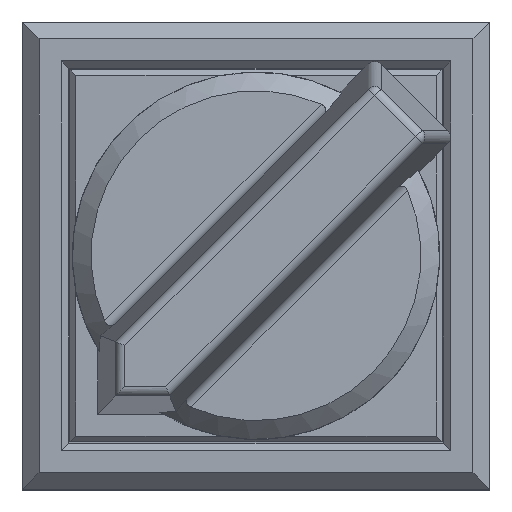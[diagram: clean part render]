
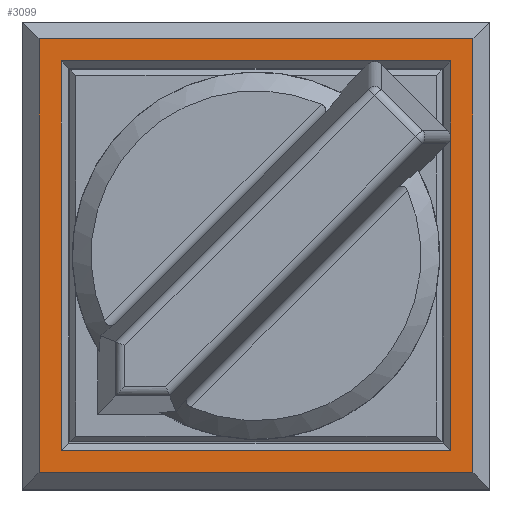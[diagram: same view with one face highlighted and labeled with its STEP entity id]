
A CAD part, top view. The second image highlights one B-rep face of the part: STEP entity #3099.
In plain terms, the highlighted planar face has unit normal (0, 0, 1).
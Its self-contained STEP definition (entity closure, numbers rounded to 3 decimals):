
#295=FACE_OUTER_BOUND($,#959,.T.);
#492=LINE($,#14816,#702);
#495=LINE($,#14821,#705);
#497=LINE($,#14825,#707);
#499=LINE($,#14828,#709);
#500=LINE($,#14832,#710);
#501=LINE($,#14834,#711);
#502=LINE($,#14836,#712);
#503=LINE($,#14837,#713);
#702=VECTOR($,#4128,20.8);
#705=VECTOR($,#4133,20.8);
#707=VECTOR($,#4137,20.8);
#709=VECTOR($,#4141,20.8);
#710=VECTOR($,#4144,23.15);
#711=VECTOR($,#4145,23.15);
#712=VECTOR($,#4146,23.15);
#713=VECTOR($,#4147,23.15);
#761=FACE_BOUND($,#960,.T.);
#959=EDGE_LOOP($,(#2784,#2785,#2786,#2787));
#960=EDGE_LOOP($,(#2788,#2789,#2790,#2791));
#1463=VERTEX_POINT($,#14814);
#1464=VERTEX_POINT($,#14815);
#1465=VERTEX_POINT($,#14820);
#1466=VERTEX_POINT($,#14824);
#1467=VERTEX_POINT($,#14830);
#1468=VERTEX_POINT($,#14831);
#1469=VERTEX_POINT($,#14833);
#1470=VERTEX_POINT($,#14835);
#1903=EDGE_CURVE($,#1463,#1464,#492,.T.);
#1906=EDGE_CURVE($,#1464,#1465,#495,.T.);
#1908=EDGE_CURVE($,#1465,#1466,#497,.T.);
#1910=EDGE_CURVE($,#1466,#1463,#499,.T.);
#1911=EDGE_CURVE($,#1467,#1468,#500,.T.);
#1912=EDGE_CURVE($,#1469,#1467,#501,.T.);
#1913=EDGE_CURVE($,#1470,#1469,#502,.T.);
#1914=EDGE_CURVE($,#1468,#1470,#503,.T.);
#2784=ORIENTED_EDGE($,*,*,#1911,.F.);
#2785=ORIENTED_EDGE($,*,*,#1912,.F.);
#2786=ORIENTED_EDGE($,*,*,#1913,.F.);
#2787=ORIENTED_EDGE($,*,*,#1914,.F.);
#2788=ORIENTED_EDGE($,*,*,#1903,.F.);
#2789=ORIENTED_EDGE($,*,*,#1910,.F.);
#2790=ORIENTED_EDGE($,*,*,#1908,.F.);
#2791=ORIENTED_EDGE($,*,*,#1906,.F.);
#2925=PLANE($,#3387);
#3099=ADVANCED_FACE($,(#295,#761),#2925,.T.);
#3387=AXIS2_PLACEMENT_3D($,#14829,#4142,#4143);
#4128=DIRECTION($,(-1.,0.,0.));
#4133=DIRECTION($,(0.,-1.,0.));
#4137=DIRECTION($,(1.,0.,0.));
#4141=DIRECTION($,(0.,1.,0.));
#4142=DIRECTION('center_axis',(0.,0.,1.));
#4143=DIRECTION('ref_axis',(1.,0.,0.));
#4144=DIRECTION($,(-1.,0.,0.));
#4145=DIRECTION($,(0.,-1.,0.));
#4146=DIRECTION($,(1.,0.,0.));
#4147=DIRECTION($,(0.,1.,0.));
#14814=CARTESIAN_POINT('',(10.632,10.632,8.145));
#14815=CARTESIAN_POINT('',(-10.168,10.632,8.145));
#14816=CARTESIAN_POINT($,(10.632,10.632,8.145));
#14820=CARTESIAN_POINT('',(-10.168,-10.168,8.145));
#14821=CARTESIAN_POINT($,(-10.168,10.632,8.145));
#14824=CARTESIAN_POINT('',(10.632,-10.168,8.145));
#14825=CARTESIAN_POINT($,(-10.168,-10.168,8.145));
#14828=CARTESIAN_POINT($,(10.632,-10.168,8.145));
#14829=CARTESIAN_POINT('Origin',(-9.768,-9.768,8.145));
#14830=CARTESIAN_POINT('',(11.807,-11.343,8.145));
#14831=CARTESIAN_POINT('',(-11.343,-11.343,8.145));
#14832=CARTESIAN_POINT($,(11.807,-11.343,8.145));
#14833=CARTESIAN_POINT('',(11.807,11.807,8.145));
#14834=CARTESIAN_POINT($,(11.807,11.807,8.145));
#14835=CARTESIAN_POINT('',(-11.343,11.807,8.145));
#14836=CARTESIAN_POINT($,(-11.343,11.807,8.145));
#14837=CARTESIAN_POINT($,(-11.343,-11.343,8.145));
